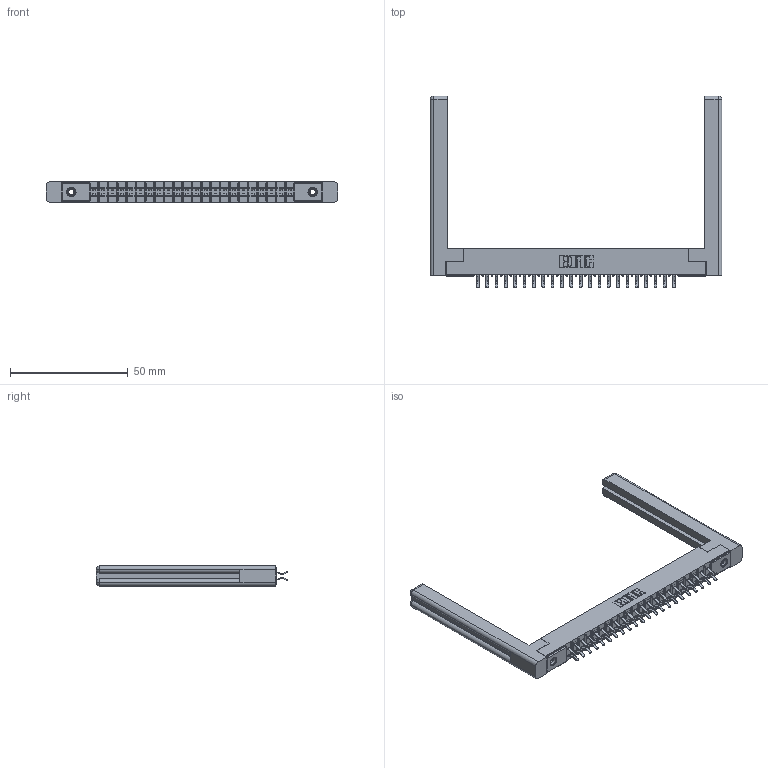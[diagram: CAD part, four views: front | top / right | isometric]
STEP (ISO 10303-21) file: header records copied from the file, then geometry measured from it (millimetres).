
FILE_DESCRIPTION (( 'STEP AP203' ), '1' );
FILE_NAME ('305-044-556-558.STEP', '2019-09-09T20:17:38', ( '' ), ( '' ), 'SwSTEP 2.0', 'SolidWorks 2016', '' );
FILE_SCHEMA (( 'CONFIG_CONTROL_DESIGN' ));
Length unit declared in the file: inch
Products named in the file (5): 305-290-001_556; 305 Part_.156 Dia; 307-220-058; 305-044-556-558; 345-250-001_345-250-001-102
Assembly tree (49 placements, depth 2):
  305-044-556-558
    305 Part_.156 Dia
    305-290-001_556  x44
    345-250-001_345-250-001-102  x2
    307-220-058  x2
Bounding box: 123.8 x 81.28 x 8.71 mm (x, y, z)
Volume: 15173.3 mm3; surface area: 19821.2 mm2
Topology: 49 solids, 49 shells, 2722 faces, 7776 edges, 5052 vertices
Faces by surface type: plane 1516, cylinder 1094, sphere 88, cone 12, torus 12
Entity records: 29110 total; most frequent: CARTESIAN_POINT 4835, ORIENTED_EDGE 4738, DIRECTION 4659, EDGE_CURVE 2369, VECTOR 1879, LINE 1879, VERTEX_POINT 1512, AXIS2_PLACEMENT_3D 1390
